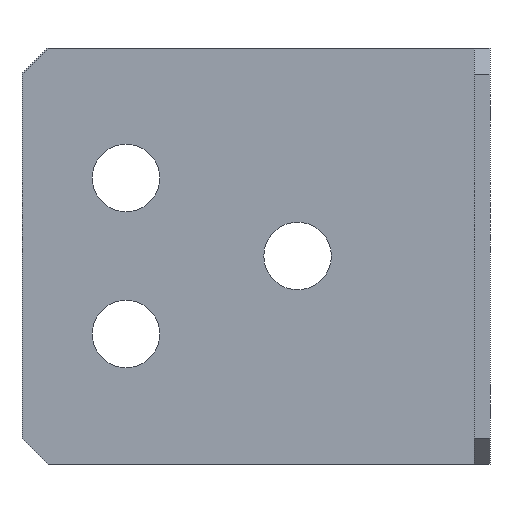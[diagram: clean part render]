
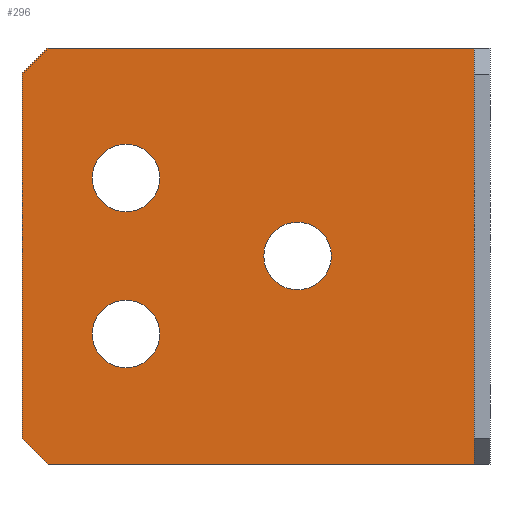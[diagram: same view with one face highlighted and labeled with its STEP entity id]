
A CAD part, left-side view. The second image highlights one B-rep face of the part: STEP entity #296.
In plain terms, the highlighted planar face has unit normal (-1, 0, 0).
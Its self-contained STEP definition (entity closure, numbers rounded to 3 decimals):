
#93 = VERTEX_POINT('',#94);
#94 = CARTESIAN_POINT('',(475.,-501.2,246.));
#111 = VERTEX_POINT('',#112);
#112 = CARTESIAN_POINT('',(475.,-501.2,326.));
#118 = EDGE_CURVE('',#93,#111,#119,.T.);
#119 = LINE('',#120,#121);
#120 = CARTESIAN_POINT('',(475.,-501.2,246.));
#121 = VECTOR('',#122,1.);
#122 = DIRECTION('',(0.,0.,1.));
#296 = ADVANCED_FACE('',(#297,#338,#349,#360),#371,.T.);
#297 = FACE_BOUND('',#298,.T.);
#298 = EDGE_LOOP('',(#299,#307,#308,#316,#324,#332));
#299 = ORIENTED_EDGE('',*,*,#300,.F.);
#300 = EDGE_CURVE('',#93,#301,#303,.T.);
#301 = VERTEX_POINT('',#302);
#302 = CARTESIAN_POINT('',(475.,-419.2,246.));
#303 = LINE('',#304,#305);
#304 = CARTESIAN_POINT('',(475.,-504.2,246.));
#305 = VECTOR('',#306,1.);
#306 = DIRECTION('',(0.,1.,0.));
#307 = ORIENTED_EDGE('',*,*,#118,.T.);
#308 = ORIENTED_EDGE('',*,*,#309,.T.);
#309 = EDGE_CURVE('',#111,#310,#312,.T.);
#310 = VERTEX_POINT('',#311);
#311 = CARTESIAN_POINT('',(475.,-419.2,326.));
#312 = LINE('',#313,#314);
#313 = CARTESIAN_POINT('',(475.,-504.2,326.));
#314 = VECTOR('',#315,1.);
#315 = DIRECTION('',(0.,1.,0.));
#316 = ORIENTED_EDGE('',*,*,#317,.F.);
#317 = EDGE_CURVE('',#318,#310,#320,.T.);
#318 = VERTEX_POINT('',#319);
#319 = CARTESIAN_POINT('',(475.,-414.2,321.));
#320 = LINE('',#321,#322);
#321 = CARTESIAN_POINT('',(475.,-419.2,326.));
#322 = VECTOR('',#323,1.);
#323 = DIRECTION('',(0.,-0.707,0.707));
#324 = ORIENTED_EDGE('',*,*,#325,.F.);
#325 = EDGE_CURVE('',#326,#318,#328,.T.);
#326 = VERTEX_POINT('',#327);
#327 = CARTESIAN_POINT('',(475.,-414.2,251.));
#328 = LINE('',#329,#330);
#329 = CARTESIAN_POINT('',(475.,-414.2,246.));
#330 = VECTOR('',#331,1.);
#331 = DIRECTION('',(0.,0.,1.));
#332 = ORIENTED_EDGE('',*,*,#333,.T.);
#333 = EDGE_CURVE('',#326,#301,#334,.T.);
#334 = LINE('',#335,#336);
#335 = CARTESIAN_POINT('',(475.,-439.2,226.));
#336 = VECTOR('',#337,1.);
#337 = DIRECTION('',(-0.,-0.707,-0.707));
#338 = FACE_BOUND('',#339,.T.);
#339 = EDGE_LOOP('',(#340));
#340 = ORIENTED_EDGE('',*,*,#341,.T.);
#341 = EDGE_CURVE('',#342,#342,#344,.T.);
#342 = VERTEX_POINT('',#343);
#343 = CARTESIAN_POINT('',(475.,-467.2,279.5));
#344 = CIRCLE('',#345,6.5);
#345 = AXIS2_PLACEMENT_3D('',#346,#347,#348);
#346 = CARTESIAN_POINT('',(475.,-467.2,286.));
#347 = DIRECTION('',(1.,-0.,0.));
#348 = DIRECTION('',(0.,0.,-1.));
#349 = FACE_BOUND('',#350,.T.);
#350 = EDGE_LOOP('',(#351));
#351 = ORIENTED_EDGE('',*,*,#352,.T.);
#352 = EDGE_CURVE('',#353,#353,#355,.T.);
#353 = VERTEX_POINT('',#354);
#354 = CARTESIAN_POINT('',(475.,-434.2,264.5));
#355 = CIRCLE('',#356,6.5);
#356 = AXIS2_PLACEMENT_3D('',#357,#358,#359);
#357 = CARTESIAN_POINT('',(475.,-434.2,271.));
#358 = DIRECTION('',(1.,-0.,0.));
#359 = DIRECTION('',(0.,0.,-1.));
#360 = FACE_BOUND('',#361,.T.);
#361 = EDGE_LOOP('',(#362));
#362 = ORIENTED_EDGE('',*,*,#363,.T.);
#363 = EDGE_CURVE('',#364,#364,#366,.T.);
#364 = VERTEX_POINT('',#365);
#365 = CARTESIAN_POINT('',(475.,-434.2,294.5));
#366 = CIRCLE('',#367,6.5);
#367 = AXIS2_PLACEMENT_3D('',#368,#369,#370);
#368 = CARTESIAN_POINT('',(475.,-434.2,301.));
#369 = DIRECTION('',(1.,-0.,0.));
#370 = DIRECTION('',(0.,0.,-1.));
#371 = PLANE('',#372);
#372 = AXIS2_PLACEMENT_3D('',#373,#374,#375);
#373 = CARTESIAN_POINT('',(475.,-504.2,246.));
#374 = DIRECTION('',(-1.,0.,0.));
#375 = DIRECTION('',(0.,0.,1.));
